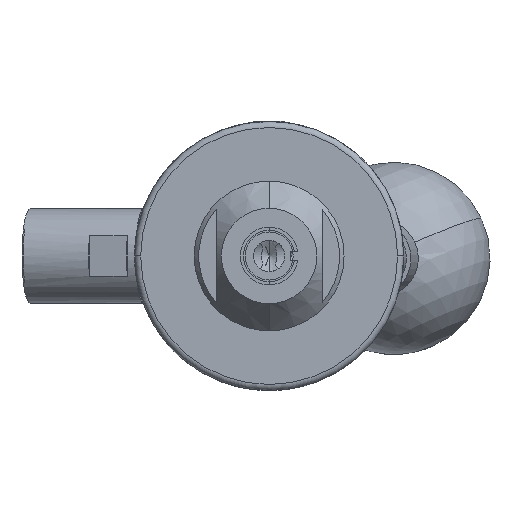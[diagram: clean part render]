
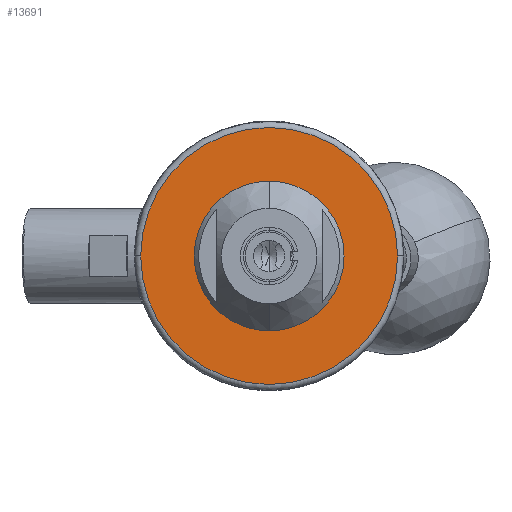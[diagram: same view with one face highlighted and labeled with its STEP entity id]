
A CAD part, left-side view. The second image highlights one B-rep face of the part: STEP entity #13691.
In plain terms, the highlighted planar face has unit normal (-1, 0, 0).
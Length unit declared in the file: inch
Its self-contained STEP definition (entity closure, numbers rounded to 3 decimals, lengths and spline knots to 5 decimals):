
#708 = VERTEX_POINT ( 'NONE', #1739 ) ;
#1699 = EDGE_CURVE ( 'NONE', #3545, #708, #5014, .T. ) ;
#1739 = CARTESIAN_POINT ( 'NONE',  ( -3.907, 0., 0.1985 ) ) ;
#2313 = AXIS2_PLACEMENT_3D ( 'NONE', #12644, #6021, #11619 ) ;
#3545 = VERTEX_POINT ( 'NONE', #11768 ) ;
#3779 = FACE_OUTER_BOUND ( 'NONE', #11315, .T. ) ;
#3852 = DIRECTION ( 'NONE',  ( 0., -1., 0. ) ) ;
#4374 = DIRECTION ( 'NONE',  ( 0., -1., 0. ) ) ;
#5014 = CIRCLE ( 'NONE', #6896, 0.1985 ) ;
#5433 = ORIENTED_EDGE ( 'NONE', *, *, #6650, .T. ) ;
#5805 = AXIS2_PLACEMENT_3D ( 'NONE', #14206, #10811, #11906 ) ;
#6021 = DIRECTION ( 'NONE',  ( -1., 0., 0. ) ) ;
#6037 = VERTEX_POINT ( 'NONE', #6119 ) ;
#6119 = CARTESIAN_POINT ( 'NONE',  ( -3.907, 0.835, 0. ) ) ;
#6650 = EDGE_CURVE ( 'NONE', #14082, #6037, #10658, .T. ) ;
#6802 = DIRECTION ( 'NONE',  ( 0., 0., -1. ) ) ;
#6896 = AXIS2_PLACEMENT_3D ( 'NONE', #11354, #13715, #6802 ) ;
#6976 = CIRCLE ( 'NONE', #2313, 0.1985 ) ;
#7828 = AXIS2_PLACEMENT_3D ( 'NONE', #12127, #11030, #4374 ) ;
#8307 = CARTESIAN_POINT ( 'NONE',  ( -3.907, -0.835, 0. ) ) ;
#8363 = CIRCLE ( 'NONE', #5805, 0.835 ) ;
#8410 = EDGE_CURVE ( 'NONE', #708, #3545, #6976, .T. ) ;
#9436 = EDGE_CURVE ( 'NONE', #6037, #14082, #8363, .T. ) ;
#9443 = PLANE ( 'NONE',  #12858 ) ;
#10564 = FACE_BOUND ( 'NONE', #14165, .T. ) ;
#10658 = CIRCLE ( 'NONE', #7828, 0.835 ) ;
#10811 = DIRECTION ( 'NONE',  ( -1., 0., 0. ) ) ;
#11030 = DIRECTION ( 'NONE',  ( -1., 0., 0. ) ) ;
#11315 = EDGE_LOOP ( 'NONE', ( #5433, #13659 ) ) ;
#11354 = CARTESIAN_POINT ( 'NONE',  ( -3.907, 0., 0. ) ) ;
#11583 = CARTESIAN_POINT ( 'NONE',  ( -3.907, -0.875, 0. ) ) ;
#11619 = DIRECTION ( 'NONE',  ( 0., 0., -1. ) ) ;
#11768 = CARTESIAN_POINT ( 'NONE',  ( -3.907, 0., -0.1985 ) ) ;
#11812 = ORIENTED_EDGE ( 'NONE', *, *, #8410, .F. ) ;
#11906 = DIRECTION ( 'NONE',  ( 0., -1., 0. ) ) ;
#12127 = CARTESIAN_POINT ( 'NONE',  ( -3.907, 0., 0. ) ) ;
#12644 = CARTESIAN_POINT ( 'NONE',  ( -3.907, 0., 0. ) ) ;
#12858 = AXIS2_PLACEMENT_3D ( 'NONE', #11583, #14114, #3852 ) ;
#13659 = ORIENTED_EDGE ( 'NONE', *, *, #9436, .T. ) ;
#13691 = ADVANCED_FACE ( 'NONE', ( #10564, #3779 ), #9443, .F. ) ;
#13715 = DIRECTION ( 'NONE',  ( -1., 0., 0. ) ) ;
#14082 = VERTEX_POINT ( 'NONE', #8307 ) ;
#14114 = DIRECTION ( 'NONE',  ( 1., 0., 0. ) ) ;
#14165 = EDGE_LOOP ( 'NONE', ( #14410, #11812 ) ) ;
#14206 = CARTESIAN_POINT ( 'NONE',  ( -3.907, 0., 0. ) ) ;
#14410 = ORIENTED_EDGE ( 'NONE', *, *, #1699, .F. ) ;
